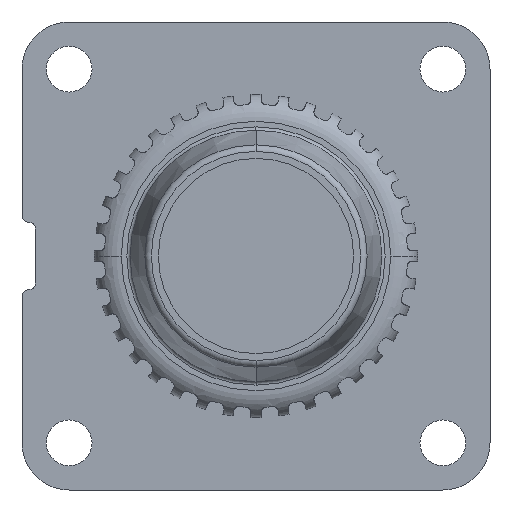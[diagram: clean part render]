
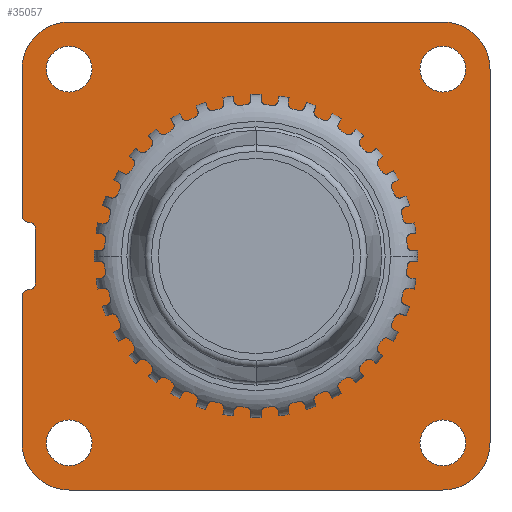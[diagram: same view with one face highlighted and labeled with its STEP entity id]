
A CAD part, front view. The second image highlights one B-rep face of the part: STEP entity #35057.
In plain terms, the highlighted planar face has unit normal (0, -1, 0).
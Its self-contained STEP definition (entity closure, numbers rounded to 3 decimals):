
#3483=DIRECTION('',(0.,0.,-1.));
#3484=VECTOR('',#3483,8.);
#3485=CARTESIAN_POINT('',(-32.75,-3.36,4.));
#3486=LINE('',#3485,#3484);
#3487=CARTESIAN_POINT('',(-33.75,-3.36,4.));
#3488=DIRECTION('',(0.,1.,0.));
#3489=DIRECTION('',(0.,0.,1.));
#3490=AXIS2_PLACEMENT_3D('',#3487,#3488,#3489);
#3492=CARTESIAN_POINT('',(-33.75,-3.36,6.));
#3493=DIRECTION('',(0.,1.,0.));
#3494=DIRECTION('',(0.,0.,-1.));
#3495=AXIS2_PLACEMENT_3D('',#3492,#3493,#3494);
#3497=DIRECTION('',(0.,0.,1.));
#3498=VECTOR('',#3497,21.75);
#3499=CARTESIAN_POINT('',(-34.75,-3.36,6.));
#3500=LINE('',#3499,#3498);
#3501=CARTESIAN_POINT('',(-27.75,-3.36,27.75));
#3502=DIRECTION('',(0.,1.,0.));
#3503=DIRECTION('',(-1.,0.,0.));
#3504=AXIS2_PLACEMENT_3D('',#3501,#3502,#3503);
#3506=DIRECTION('',(1.,0.,0.));
#3507=VECTOR('',#3506,55.5);
#3508=CARTESIAN_POINT('',(-27.75,-3.36,34.75));
#3509=LINE('',#3508,#3507);
#3510=CARTESIAN_POINT('',(27.75,-3.36,27.75));
#3511=DIRECTION('',(0.,1.,0.));
#3512=DIRECTION('',(0.,0.,1.));
#3513=AXIS2_PLACEMENT_3D('',#3510,#3511,#3512);
#3515=DIRECTION('',(0.,0.,-1.));
#3516=VECTOR('',#3515,55.5);
#3517=CARTESIAN_POINT('',(34.75,-3.36,27.75));
#3518=LINE('',#3517,#3516);
#3519=CARTESIAN_POINT('',(27.75,-3.36,-27.75));
#3520=DIRECTION('',(0.,1.,0.));
#3521=DIRECTION('',(1.,0.,0.));
#3522=AXIS2_PLACEMENT_3D('',#3519,#3520,#3521);
#3524=DIRECTION('',(-1.,0.,0.));
#3525=VECTOR('',#3524,55.5);
#3526=CARTESIAN_POINT('',(27.75,-3.36,-34.75));
#3527=LINE('',#3526,#3525);
#3528=CARTESIAN_POINT('',(-27.75,-3.36,-27.75));
#3529=DIRECTION('',(0.,1.,0.));
#3530=DIRECTION('',(0.,0.,-1.));
#3531=AXIS2_PLACEMENT_3D('',#3528,#3529,#3530);
#3533=DIRECTION('',(0.,0.,1.));
#3534=VECTOR('',#3533,21.75);
#3535=CARTESIAN_POINT('',(-34.75,-3.36,-27.75));
#3536=LINE('',#3535,#3534);
#3537=CARTESIAN_POINT('',(-33.75,-3.36,-6.));
#3538=DIRECTION('',(0.,1.,0.));
#3539=DIRECTION('',(-1.,0.,0.));
#3540=AXIS2_PLACEMENT_3D('',#3537,#3538,#3539);
#3542=CARTESIAN_POINT('',(-33.75,-3.36,-4.));
#3543=DIRECTION('',(0.,1.,0.));
#3544=DIRECTION('',(1.,0.,0.));
#3545=AXIS2_PLACEMENT_3D('',#3542,#3543,#3544);
#3547=CARTESIAN_POINT('',(27.75,-3.36,27.75));
#3548=DIRECTION('',(0.,-1.,0.));
#3549=DIRECTION('',(0.,0.,1.));
#3550=AXIS2_PLACEMENT_3D('',#3547,#3548,#3549);
#3552=CARTESIAN_POINT('',(27.75,-3.36,27.75));
#3553=DIRECTION('',(0.,-1.,0.));
#3554=DIRECTION('',(0.,0.,-1.));
#3555=AXIS2_PLACEMENT_3D('',#3552,#3553,#3554);
#3557=CARTESIAN_POINT('',(-27.75,-3.36,27.75));
#3558=DIRECTION('',(0.,-1.,0.));
#3559=DIRECTION('',(0.,0.,1.));
#3560=AXIS2_PLACEMENT_3D('',#3557,#3558,#3559);
#3562=CARTESIAN_POINT('',(-27.75,-3.36,27.75));
#3563=DIRECTION('',(0.,-1.,0.));
#3564=DIRECTION('',(0.,0.,-1.));
#3565=AXIS2_PLACEMENT_3D('',#3562,#3563,#3564);
#3567=CARTESIAN_POINT('',(27.75,-3.36,-27.75));
#3568=DIRECTION('',(0.,-1.,0.));
#3569=DIRECTION('',(0.,0.,1.));
#3570=AXIS2_PLACEMENT_3D('',#3567,#3568,#3569);
#3572=CARTESIAN_POINT('',(27.75,-3.36,-27.75));
#3573=DIRECTION('',(0.,-1.,0.));
#3574=DIRECTION('',(0.,0.,-1.));
#3575=AXIS2_PLACEMENT_3D('',#3572,#3573,#3574);
#3577=CARTESIAN_POINT('',(-27.75,-3.36,-27.75));
#3578=DIRECTION('',(0.,-1.,0.));
#3579=DIRECTION('',(0.,0.,1.));
#3580=AXIS2_PLACEMENT_3D('',#3577,#3578,#3579);
#3582=CARTESIAN_POINT('',(-27.75,-3.36,-27.75));
#3583=DIRECTION('',(0.,-1.,0.));
#3584=DIRECTION('',(0.,0.,-1.));
#3585=AXIS2_PLACEMENT_3D('',#3582,#3583,#3584);
#3587=CARTESIAN_POINT('',(0.,-3.36,0.));
#3588=DIRECTION('',(0.,-1.,0.));
#3589=DIRECTION('',(0.,0.,1.));
#3590=AXIS2_PLACEMENT_3D('',#3587,#3588,#3589);
#3592=CARTESIAN_POINT('',(0.,-3.36,0.));
#3593=DIRECTION('',(0.,-1.,0.));
#3594=DIRECTION('',(0.,0.,-1.));
#3595=AXIS2_PLACEMENT_3D('',#3592,#3593,#3594);
#25966=CARTESIAN_POINT('',(27.75,-3.36,31.15));
#25967=CARTESIAN_POINT('',(27.75,-3.36,24.35));
#25968=VERTEX_POINT('',#25966);
#25969=VERTEX_POINT('',#25967);
#25970=CARTESIAN_POINT('',(-27.75,-3.36,31.15));
#25971=CARTESIAN_POINT('',(-27.75,-3.36,24.35));
#25972=VERTEX_POINT('',#25970);
#25973=VERTEX_POINT('',#25971);
#25974=CARTESIAN_POINT('',(27.75,-3.36,-24.35));
#25975=CARTESIAN_POINT('',(27.75,-3.36,-31.15));
#25976=VERTEX_POINT('',#25974);
#25977=VERTEX_POINT('',#25975);
#25978=CARTESIAN_POINT('',(-27.75,-3.36,-24.35));
#25979=CARTESIAN_POINT('',(-27.75,-3.36,-31.15));
#25980=VERTEX_POINT('',#25978);
#25981=VERTEX_POINT('',#25979);
#25982=CARTESIAN_POINT('',(34.75,-3.36,-27.75));
#25983=CARTESIAN_POINT('',(27.75,-3.36,-34.75));
#25984=VERTEX_POINT('',#25982);
#25985=VERTEX_POINT('',#25983);
#25986=CARTESIAN_POINT('',(-27.75,-3.36,-34.75));
#25987=VERTEX_POINT('',#25986);
#25988=CARTESIAN_POINT('',(-34.75,-3.36,-27.75));
#25989=VERTEX_POINT('',#25988);
#25990=CARTESIAN_POINT('',(-34.75,-3.36,27.75));
#25991=CARTESIAN_POINT('',(-27.75,-3.36,34.75));
#25992=VERTEX_POINT('',#25990);
#25993=VERTEX_POINT('',#25991);
#25994=CARTESIAN_POINT('',(27.75,-3.36,34.75));
#25995=VERTEX_POINT('',#25994);
#25996=CARTESIAN_POINT('',(34.75,-3.36,27.75));
#25997=VERTEX_POINT('',#25996);
#30048=CARTESIAN_POINT('',(0.,-3.36,20.08));
#30049=CARTESIAN_POINT('',(0.,-3.36,-20.08));
#30050=VERTEX_POINT('',#30048);
#30051=VERTEX_POINT('',#30049);
#30056=CARTESIAN_POINT('',(-32.75,-3.36,4.));
#30057=CARTESIAN_POINT('',(-32.75,-3.36,-4.));
#30058=VERTEX_POINT('',#30056);
#30059=VERTEX_POINT('',#30057);
#30060=CARTESIAN_POINT('',(-33.75,-3.36,-5.));
#30061=VERTEX_POINT('',#30060);
#30062=CARTESIAN_POINT('',(-34.75,-3.36,-6.));
#30063=VERTEX_POINT('',#30062);
#30064=CARTESIAN_POINT('',(-33.75,-3.36,5.));
#30065=CARTESIAN_POINT('',(-34.75,-3.36,6.));
#30066=VERTEX_POINT('',#30064);
#30067=VERTEX_POINT('',#30065);
#34993=CARTESIAN_POINT('',(0.,-3.36,0.));
#34994=DIRECTION('',(0.,1.,0.));
#34995=DIRECTION('',(0.,0.,1.));
#34996=AXIS2_PLACEMENT_3D('',#34993,#34994,#34995);
#34997=PLANE('',#34996);
#34998=ORIENTED_EDGE('',*,*,#34983,.F.);
#35000=ORIENTED_EDGE('',*,*,#34999,.F.);
#35002=ORIENTED_EDGE('',*,*,#35001,.T.);
#35004=ORIENTED_EDGE('',*,*,#35003,.T.);
#35006=ORIENTED_EDGE('',*,*,#35005,.T.);
#35008=ORIENTED_EDGE('',*,*,#35007,.T.);
#35010=ORIENTED_EDGE('',*,*,#35009,.T.);
#35012=ORIENTED_EDGE('',*,*,#35011,.T.);
#35014=ORIENTED_EDGE('',*,*,#35013,.T.);
#35016=ORIENTED_EDGE('',*,*,#35015,.T.);
#35018=ORIENTED_EDGE('',*,*,#35017,.T.);
#35020=ORIENTED_EDGE('',*,*,#35019,.T.);
#35022=ORIENTED_EDGE('',*,*,#35021,.T.);
#35024=ORIENTED_EDGE('',*,*,#35023,.F.);
#35025=EDGE_LOOP('',(#34998,#35000,#35002,#35004,#35006,#35008,#35010,#35012,
#35014,#35016,#35018,#35020,#35022,#35024));
#35026=FACE_OUTER_BOUND('',#35025,.F.);
#35028=ORIENTED_EDGE('',*,*,#35027,.T.);
#35030=ORIENTED_EDGE('',*,*,#35029,.T.);
#35031=EDGE_LOOP('',(#35028,#35030));
#35032=FACE_BOUND('',#35031,.F.);
#35034=ORIENTED_EDGE('',*,*,#35033,.T.);
#35036=ORIENTED_EDGE('',*,*,#35035,.T.);
#35037=EDGE_LOOP('',(#35034,#35036));
#35038=FACE_BOUND('',#35037,.F.);
#35040=ORIENTED_EDGE('',*,*,#35039,.T.);
#35042=ORIENTED_EDGE('',*,*,#35041,.T.);
#35043=EDGE_LOOP('',(#35040,#35042));
#35044=FACE_BOUND('',#35043,.F.);
#35046=ORIENTED_EDGE('',*,*,#35045,.T.);
#35048=ORIENTED_EDGE('',*,*,#35047,.T.);
#35049=EDGE_LOOP('',(#35046,#35048));
#35050=FACE_BOUND('',#35049,.F.);
#35052=ORIENTED_EDGE('',*,*,#35051,.T.);
#35054=ORIENTED_EDGE('',*,*,#35053,.T.);
#35055=EDGE_LOOP('',(#35052,#35054));
#35056=FACE_BOUND('',#35055,.F.);
#35057=ADVANCED_FACE('',(#35026,#35032,#35038,#35044,#35050,#35056),#34997,.F.);
#3491=CIRCLE('',#3490,1.);
#3496=CIRCLE('',#3495,1.);
#3505=CIRCLE('',#3504,7.);
#3514=CIRCLE('',#3513,7.);
#3523=CIRCLE('',#3522,7.);
#3532=CIRCLE('',#3531,7.);
#3541=CIRCLE('',#3540,1.);
#3546=CIRCLE('',#3545,1.);
#3551=CIRCLE('',#3550,3.4);
#3556=CIRCLE('',#3555,3.4);
#3561=CIRCLE('',#3560,3.4);
#3566=CIRCLE('',#3565,3.4);
#3571=CIRCLE('',#3570,3.4);
#3576=CIRCLE('',#3575,3.4);
#3581=CIRCLE('',#3580,3.4);
#3586=CIRCLE('',#3585,3.4);
#3591=CIRCLE('',#3590,20.08);
#3596=CIRCLE('',#3595,20.08);
#34983=EDGE_CURVE('',#30058,#30059,#3486,.T.);
#34999=EDGE_CURVE('',#30066,#30058,#3491,.T.);
#35001=EDGE_CURVE('',#30066,#30067,#3496,.T.);
#35003=EDGE_CURVE('',#30067,#25992,#3500,.T.);
#35005=EDGE_CURVE('',#25992,#25993,#3505,.T.);
#35007=EDGE_CURVE('',#25993,#25995,#3509,.T.);
#35009=EDGE_CURVE('',#25995,#25997,#3514,.T.);
#35011=EDGE_CURVE('',#25997,#25984,#3518,.T.);
#35013=EDGE_CURVE('',#25984,#25985,#3523,.T.);
#35015=EDGE_CURVE('',#25985,#25987,#3527,.T.);
#35017=EDGE_CURVE('',#25987,#25989,#3532,.T.);
#35019=EDGE_CURVE('',#25989,#30063,#3536,.T.);
#35021=EDGE_CURVE('',#30063,#30061,#3541,.T.);
#35023=EDGE_CURVE('',#30059,#30061,#3546,.T.);
#35027=EDGE_CURVE('',#25968,#25969,#3551,.T.);
#35029=EDGE_CURVE('',#25969,#25968,#3556,.T.);
#35033=EDGE_CURVE('',#25972,#25973,#3561,.T.);
#35035=EDGE_CURVE('',#25973,#25972,#3566,.T.);
#35039=EDGE_CURVE('',#25976,#25977,#3571,.T.);
#35041=EDGE_CURVE('',#25977,#25976,#3576,.T.);
#35045=EDGE_CURVE('',#25980,#25981,#3581,.T.);
#35047=EDGE_CURVE('',#25981,#25980,#3586,.T.);
#35051=EDGE_CURVE('',#30050,#30051,#3591,.T.);
#35053=EDGE_CURVE('',#30051,#30050,#3596,.T.);
